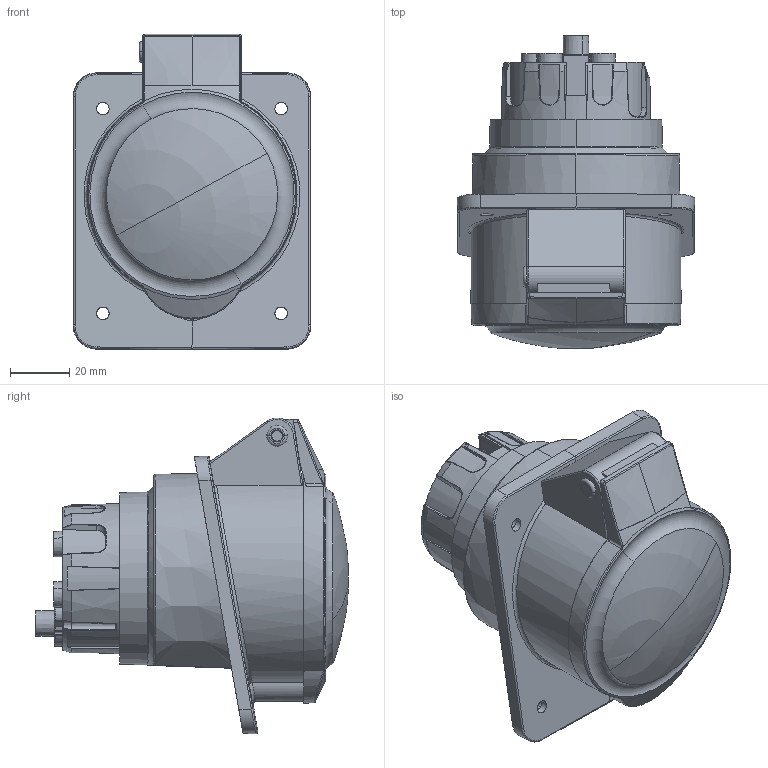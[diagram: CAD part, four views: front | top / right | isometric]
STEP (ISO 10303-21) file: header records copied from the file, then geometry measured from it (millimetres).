
FILE_DESCRIPTION((''),'2;1');
FILE_NAME('GW62221H_SW0001','2020-05-21T21:54:24',('user'),('Technoprobe spa'),'CREO PARAMETRIC BY PTC INC, 2019471','CREO PARAMETRIC BY PTC INC, 2019471','');
FILE_SCHEMA(('CONFIG_CONTROL_DESIGN'));
Length unit declared in the file: millimetre
Products named in the file (1): GW62221H_SW0001
Bounding box: 80 x 105.16 x 106.34 mm (x, y, z)
Volume: 335991.8 mm3; surface area: 38882.7 mm2
Topology: 2 solids, 2 shells, 477 faces, 1250 edges, 745 vertices
Faces by surface type: bspline 123, cylinder 120, plane 101, torus 53, cone 46, sphere 29, extrusion 5
Entity records: 32452 total; most frequent: CARTESIAN_POINT 22102, ORIENTED_EDGE 2424, DIRECTION 1739, EDGE_CURVE 1212, VERTEX_POINT 745, AXIS2_PLACEMENT_3D 713, B_SPLINE_CURVE_WITH_KNOTS 545, EDGE_LOOP 495
